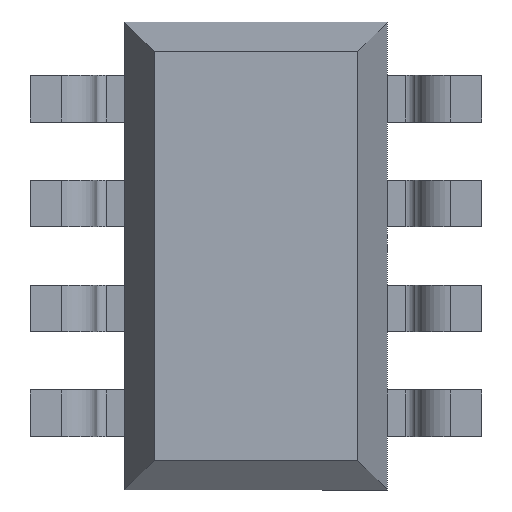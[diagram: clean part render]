
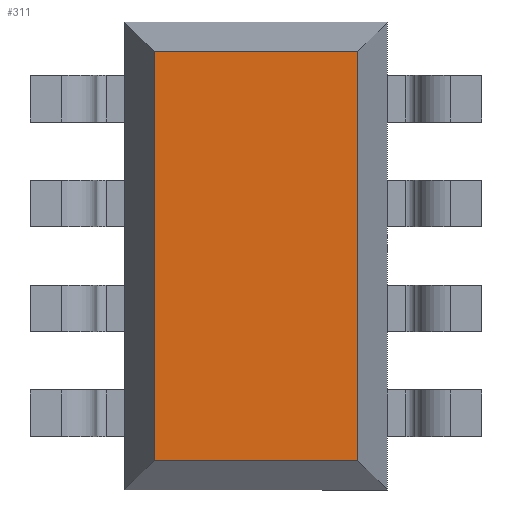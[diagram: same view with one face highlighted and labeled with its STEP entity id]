
A CAD part, front view. The second image highlights one B-rep face of the part: STEP entity #311.
In plain terms, the highlighted planar face has unit normal (0, -1, 0).
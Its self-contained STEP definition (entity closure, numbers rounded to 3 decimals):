
#8 = EDGE_CURVE ( 'NONE', #2967, #2297, #265, .T. ) ;
#14 = VECTOR ( 'NONE', #3697, 1000. ) ;
#218 = CARTESIAN_POINT ( 'NONE',  ( 0.813, 0.1, 1.268 ) ) ;
#265 = LINE ( 'NONE', #3974, #588 ) ;
#311 = ADVANCED_FACE ( 'NONE', ( #1040 ), #1679, .T. ) ;
#588 = VECTOR ( 'NONE', #3348, 1000. ) ;
#740 = EDGE_CURVE ( 'NONE', #2297, #3552, #3258, .T. ) ;
#761 = EDGE_CURVE ( 'NONE', #2972, #2967, #1653, .T. ) ;
#829 = EDGE_LOOP ( 'NONE', ( #2943, #2731, #2227, #2992 ) ) ;
#1040 = FACE_OUTER_BOUND ( 'NONE', #829, .T. ) ;
#1598 = AXIS2_PLACEMENT_3D ( 'NONE', #2023, #1719, #2938 ) ;
#1653 = LINE ( 'NONE', #1943, #3261 ) ;
#1679 = PLANE ( 'NONE',  #1598 ) ;
#1719 = DIRECTION ( 'NONE',  ( 0., -1., 0. ) ) ;
#1943 = CARTESIAN_POINT ( 'NONE',  ( -0.812, 0.1, -1.268 ) ) ;
#2023 = CARTESIAN_POINT ( 'NONE',  ( 0., 0.1, 0. ) ) ;
#2040 = CARTESIAN_POINT ( 'NONE',  ( 0.631, 0.1, -1.268 ) ) ;
#2155 = CARTESIAN_POINT ( 'NONE',  ( -0.631, 0.1, 1.268 ) ) ;
#2227 = ORIENTED_EDGE ( 'NONE', *, *, #740, .T. ) ;
#2235 = VECTOR ( 'NONE', #3580, 1000. ) ;
#2256 = DIRECTION ( 'NONE',  ( 1., 0., 0. ) ) ;
#2297 = VERTEX_POINT ( 'NONE', #2700 ) ;
#2326 = CARTESIAN_POINT ( 'NONE',  ( -0.631, 0.1, -1.268 ) ) ;
#2700 = CARTESIAN_POINT ( 'NONE',  ( 0.631, 0.1, 1.268 ) ) ;
#2731 = ORIENTED_EDGE ( 'NONE', *, *, #8, .T. ) ;
#2815 = EDGE_CURVE ( 'NONE', #3552, #2972, #3935, .T. ) ;
#2938 = DIRECTION ( 'NONE',  ( 0., 0., -1. ) ) ;
#2943 = ORIENTED_EDGE ( 'NONE', *, *, #761, .T. ) ;
#2967 = VERTEX_POINT ( 'NONE', #2040 ) ;
#2972 = VERTEX_POINT ( 'NONE', #2326 ) ;
#2992 = ORIENTED_EDGE ( 'NONE', *, *, #2815, .T. ) ;
#3258 = LINE ( 'NONE', #218, #2235 ) ;
#3261 = VECTOR ( 'NONE', #2256, 1000. ) ;
#3348 = DIRECTION ( 'NONE',  ( 0., 0., 1. ) ) ;
#3552 = VERTEX_POINT ( 'NONE', #2155 ) ;
#3580 = DIRECTION ( 'NONE',  ( -1., 0., 0. ) ) ;
#3651 = CARTESIAN_POINT ( 'NONE',  ( -0.631, 0.1, 1.45 ) ) ;
#3697 = DIRECTION ( 'NONE',  ( 0., 0., -1. ) ) ;
#3935 = LINE ( 'NONE', #3651, #14 ) ;
#3974 = CARTESIAN_POINT ( 'NONE',  ( 0.631, 0.1, -1.45 ) ) ;
